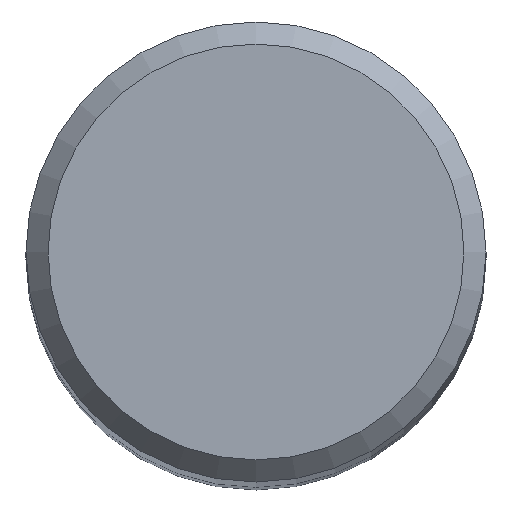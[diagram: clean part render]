
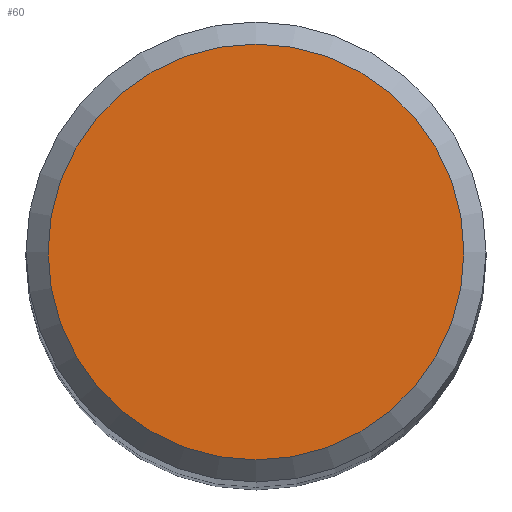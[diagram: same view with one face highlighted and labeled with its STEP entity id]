
A CAD part, top view. The second image highlights one B-rep face of the part: STEP entity #60.
In plain terms, the highlighted planar face has unit normal (0, 0, 1).
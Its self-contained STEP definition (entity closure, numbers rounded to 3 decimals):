
#53=PLANE('',#173);
#56=FACE_OUTER_BOUND('',#82,.T.);
#60=ADVANCED_FACE('',(#56),#53,.T.);
#82=EDGE_LOOP('',(#94));
#94=ORIENTED_EDGE('',*,*,#111,.F.);
#104=VERTEX_POINT('',#245);
#111=EDGE_CURVE('',#104,#104,#117,.T.);
#117=CIRCLE('',#170,2.87);
#170=AXIS2_PLACEMENT_3D('',#244,#192,#193);
#173=AXIS2_PLACEMENT_3D('',#249,#198,#199);
#192=DIRECTION('',(0.,0.,-1.));
#193=DIRECTION('',(-1.,0.,0.));
#198=DIRECTION('',(0.,0.,1.));
#199=DIRECTION('',(-1.,0.,0.));
#244=CARTESIAN_POINT('',(0.,0.,41.275));
#245=CARTESIAN_POINT('',(-2.87,0.,41.275));
#249=CARTESIAN_POINT('',(2.87,0.,41.275));
